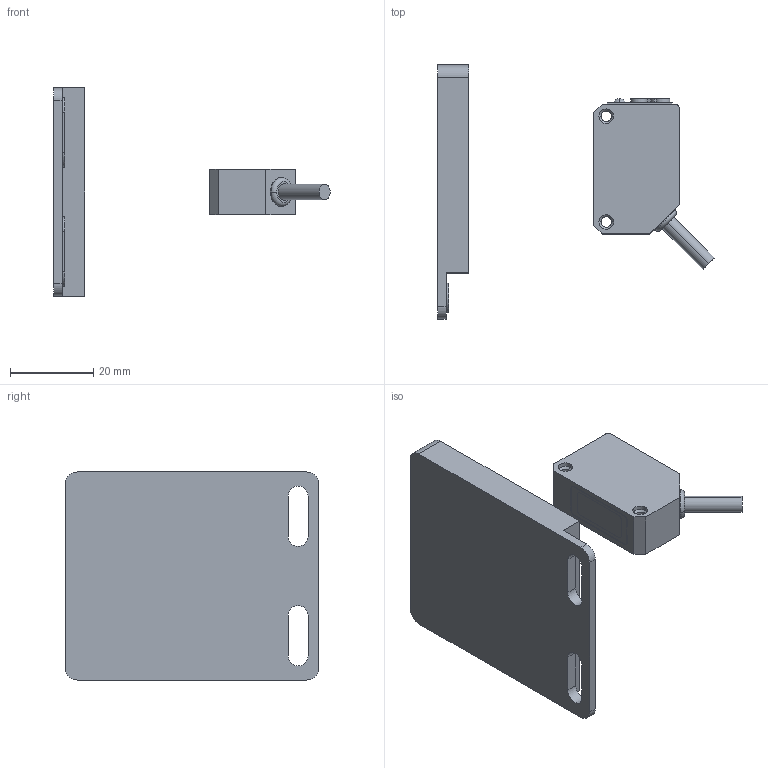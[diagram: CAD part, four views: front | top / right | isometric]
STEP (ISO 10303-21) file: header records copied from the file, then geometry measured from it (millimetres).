
FILE_DESCRIPTION((''),'2;1');
FILE_NAME('WR-R66_ASM','2021-09-29T14:17:06',('Administrator'),(''),'CREO PARAMETRIC BY PTC INC, 2018400','CREO PARAMETRIC BY PTC INC, 2018400','');
FILE_SCHEMA(('CONFIG_CONTROL_DESIGN'));
Length unit declared in the file: millimetre
Products named in the file (3): PRT0001; TD-08; WR-R66_ASM
Assembly tree (2 placements, depth 2):
  WR-R66_ASM
    PRT0001
    TD-08
Bounding box: 66.45 x 61 x 50 mm (x, y, z)
Volume: 26466.2 mm3; surface area: 10336.9 mm2
Topology: 2 solids, 2 shells, 198 faces, 509 edges, 330 vertices
Faces by surface type: plane 127, cylinder 49, extrusion 8, cone 8, sphere 4, torus 2
Entity records: 6086 total; most frequent: CARTESIAN_POINT 1105, ORIENTED_EDGE 1010, DIRECTION 1001, EDGE_CURVE 505, VECTOR 383, LINE 375, VERTEX_POINT 330, AXIS2_PLACEMENT_3D 309
